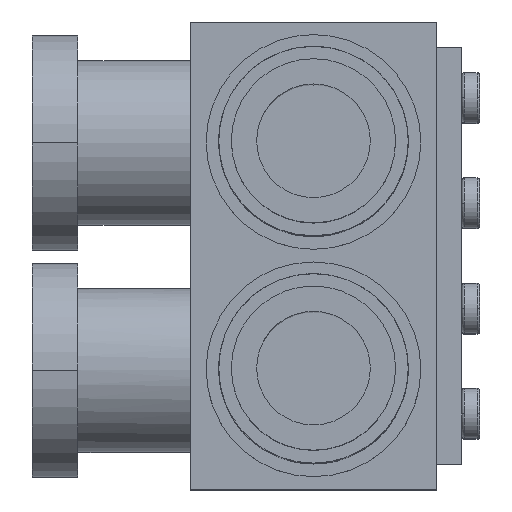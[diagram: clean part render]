
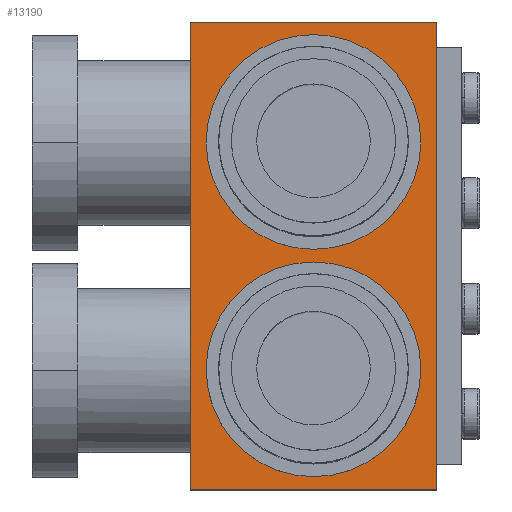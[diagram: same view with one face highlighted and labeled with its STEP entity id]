
A CAD part, top view. The second image highlights one B-rep face of the part: STEP entity #13190.
In plain terms, the highlighted planar face has unit normal (0, 0, 1).
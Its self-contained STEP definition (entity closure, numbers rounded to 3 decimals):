
#1691=CARTESIAN_POINT('',(4.875,-9.25,19.95));
#1692=VERTEX_POINT('',#1691);
#1699=CARTESIAN_POINT('',(-4.875,-9.25,19.95));
#1700=VERTEX_POINT('',#1699);
#1701=CARTESIAN_POINT('',(4.875,-9.25,19.95));
#1702=DIRECTION('',(-1.,0.,0.));
#1703=VECTOR('',#1702,9.75);
#1704=LINE('',#1701,#1703);
#1705=EDGE_CURVE('',#1692,#1700,#1704,.T.);
#1730=CARTESIAN_POINT('',(-4.875,9.25,19.95));
#1731=VERTEX_POINT('',#1730);
#1732=CARTESIAN_POINT('',(-4.875,-9.25,19.95));
#1733=DIRECTION('',(0.,1.,0.));
#1734=VECTOR('',#1733,18.5);
#1735=LINE('',#1732,#1734);
#1736=EDGE_CURVE('',#1700,#1731,#1735,.T.);
#1761=CARTESIAN_POINT('',(4.875,9.25,19.95));
#1762=VERTEX_POINT('',#1761);
#1763=CARTESIAN_POINT('',(-4.875,9.25,19.95));
#1764=DIRECTION('',(1.,0.,-0.));
#1765=VECTOR('',#1764,9.75);
#1766=LINE('',#1763,#1765);
#1767=EDGE_CURVE('',#1731,#1762,#1766,.T.);
#1792=CARTESIAN_POINT('',(4.875,9.25,19.95));
#1793=DIRECTION('',(0.,-1.,0.));
#1794=VECTOR('',#1793,18.5);
#1795=LINE('',#1792,#1794);
#1796=EDGE_CURVE('',#1762,#1692,#1795,.T.);
#9532=CARTESIAN_POINT('',(-4.25,-4.5,19.95));
#9533=VERTEX_POINT('',#9532);
#9541=CARTESIAN_POINT('',(-0.,-8.75,19.95));
#9542=VERTEX_POINT('',#9541);
#9549=CARTESIAN_POINT('',(-0.,-4.5,19.95));
#9550=DIRECTION('',(-0.,-0.,1.));
#9551=DIRECTION('',(-1.,0.,0.));
#9552=AXIS2_PLACEMENT_3D('',#9549,#9550,#9551);
#9553=CIRCLE('',#9552,4.25);
#9554=EDGE_CURVE('',#9542,#9533,#9553,.T.);
#13096=CARTESIAN_POINT('',(-4.25,4.5,19.95));
#13097=VERTEX_POINT('',#13096);
#13115=CARTESIAN_POINT('',(-0.,8.75,19.95));
#13116=VERTEX_POINT('',#13115);
#13123=CARTESIAN_POINT('',(-0.,4.5,19.95));
#13124=DIRECTION('',(-0.,-0.,1.));
#13125=DIRECTION('',(-1.,0.,0.));
#13126=AXIS2_PLACEMENT_3D('',#13123,#13124,#13125);
#13127=CIRCLE('',#13126,4.25);
#13128=EDGE_CURVE('',#13116,#13097,#13127,.T.);
#13159=CARTESIAN_POINT('',(0.,0.,19.95));
#13160=DIRECTION('',(0.,0.,-1.));
#13161=DIRECTION('',(1.,0.,0.));
#13162=AXIS2_PLACEMENT_3D('',#13159,#13160,#13161);
#13163=PLANE('',#13162);
#13164=CARTESIAN_POINT('',(-0.,-4.5,19.95));
#13165=DIRECTION('',(-0.,-0.,1.));
#13166=DIRECTION('',(-1.,0.,0.));
#13167=AXIS2_PLACEMENT_3D('',#13164,#13165,#13166);
#13168=CIRCLE('',#13167,4.25);
#13169=EDGE_CURVE('',#9533,#9542,#13168,.T.);
#13170=ORIENTED_EDGE('',*,*,#13169,.F.);
#13171=ORIENTED_EDGE('',*,*,#9554,.F.);
#13172=EDGE_LOOP('',(#13170,#13171));
#13173=FACE_BOUND('',#13172,.T.);
#13174=CARTESIAN_POINT('',(-0.,4.5,19.95));
#13175=DIRECTION('',(-0.,-0.,1.));
#13176=DIRECTION('',(-1.,0.,0.));
#13177=AXIS2_PLACEMENT_3D('',#13174,#13175,#13176);
#13178=CIRCLE('',#13177,4.25);
#13179=EDGE_CURVE('',#13097,#13116,#13178,.T.);
#13180=ORIENTED_EDGE('',*,*,#13179,.F.);
#13181=ORIENTED_EDGE('',*,*,#13128,.F.);
#13182=EDGE_LOOP('',(#13180,#13181));
#13183=FACE_BOUND('',#13182,.T.);
#13184=ORIENTED_EDGE('',*,*,#1705,.F.);
#13185=ORIENTED_EDGE('',*,*,#1796,.F.);
#13186=ORIENTED_EDGE('',*,*,#1767,.F.);
#13187=ORIENTED_EDGE('',*,*,#1736,.F.);
#13188=EDGE_LOOP('',(#13184,#13185,#13186,#13187));
#13189=FACE_BOUND('',#13188,.T.);
#13190=ADVANCED_FACE('',(#13173,#13183,#13189),#13163,.F.);
